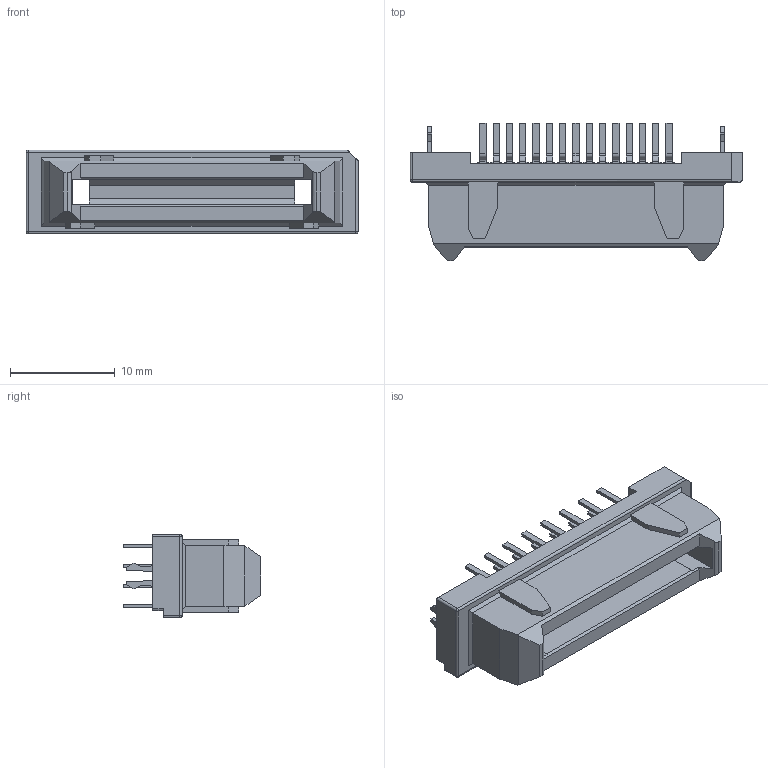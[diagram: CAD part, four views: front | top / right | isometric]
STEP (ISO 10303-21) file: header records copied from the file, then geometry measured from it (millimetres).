
FILE_DESCRIPTION (( 'STEP AP203' ), '1' );
FILE_NAME ('K3D-TX24-30R-6ST-H1E-R2 JAE Connector Division Proprietary.STEP', '2009-01-07T04:25:55', ( '' ), ( '' ), 'SwSTEP 2.0', 'SolidWorks 2008', '' );
FILE_SCHEMA (( 'CONFIG_CONTROL_DESIGN' ));
Length unit declared in the file: millimetre
Products named in the file (1): K3D-TX24-30R-6ST-H1E-R2 JAE Connector Division Proprietary
Bounding box: 31.7 x 13.1 x 8 mm (x, y, z)
Volume: 1289.8 mm3; surface area: 1706.3 mm2
Topology: 1 solids, 1 shells, 638 faces, 1805 edges, 1197 vertices
Faces by surface type: plane 504, cylinder 131, sphere 3
Entity records: 20523 total; most frequent: CARTESIAN_POINT 3656, ORIENTED_EDGE 3604, DIRECTION 3330, EDGE_CURVE 1802, LINE 1540, VECTOR 1540, VERTEX_POINT 1197, AXIS2_PLACEMENT_3D 895
